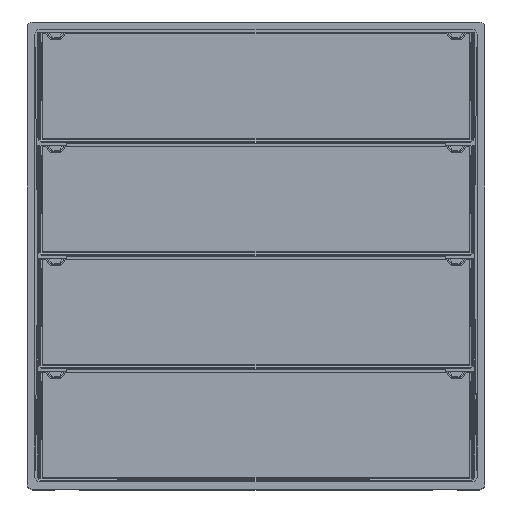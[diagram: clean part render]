
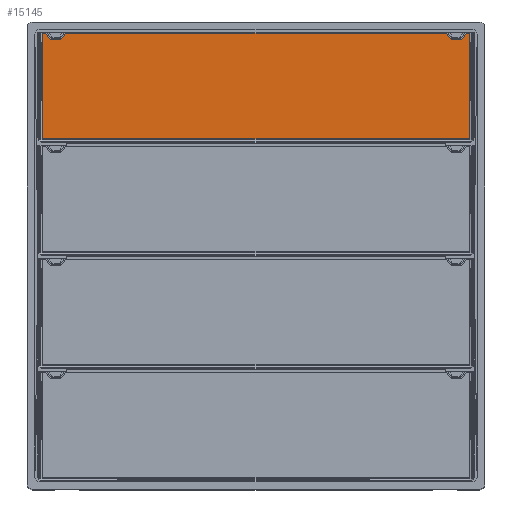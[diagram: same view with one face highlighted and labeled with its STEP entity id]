
A CAD part, top view. The second image highlights one B-rep face of the part: STEP entity #15145.
In plain terms, the highlighted planar face has unit normal (0, 0, 1).
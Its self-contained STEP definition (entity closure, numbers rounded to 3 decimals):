
#2863 = PLANE('',#2864);
#2864 = AXIS2_PLACEMENT_3D('',#2865,#2866,#2867);
#2865 = CARTESIAN_POINT('',(0.,108.6,
    -1.04));
#2866 = DIRECTION('',(0.,-1.,0.));
#2867 = DIRECTION('',(0.,0.,-1.));
#4879 = VERTEX_POINT('',#4880);
#4880 = CARTESIAN_POINT('',(-68.16,74.94,
    -66.2));
#4919 = PLANE('',#4920);
#4920 = AXIS2_PLACEMENT_3D('',#4921,#4922,#4923);
#4921 = CARTESIAN_POINT('',(-68.305,91.915,
    -66.171));
#4922 = DIRECTION('',(0.195,0.,0.981)
  );
#4923 = DIRECTION('',(0.981,0.,-0.195));
#5276 = PLANE('',#5277);
#5277 = AXIS2_PLACEMENT_3D('',#5278,#5279,#5280);
#5278 = CARTESIAN_POINT('',(0.,74.794,
    -66.186));
#5279 = DIRECTION('',(0.,0.098,
    0.995));
#5280 = DIRECTION('',(0.,0.995,-0.098));
#5981 = VERTEX_POINT('',#5982);
#5982 = CARTESIAN_POINT('',(68.16,74.94,
    -66.2));
#6123 = PLANE('',#6124);
#6124 = AXIS2_PLACEMENT_3D('',#6125,#6126,#6127);
#6125 = CARTESIAN_POINT('',(68.305,91.915,
    -66.171));
#6126 = DIRECTION('',(-0.195,0.,0.981
    ));
#6127 = DIRECTION('',(0.981,0.,0.195));
#13519 = VERTEX_POINT('',#13520);
#13520 = CARTESIAN_POINT('',(-68.16,108.6,
    -66.2));
#13541 = EDGE_CURVE('',#13519,#13542,#13544,.T.);
#13542 = VERTEX_POINT('',#13543);
#13543 = CARTESIAN_POINT('',(68.16,108.6,
    -66.2));
#13544 = SURFACE_CURVE('',#13545,(#13549,#13556),.PCURVE_S1.);
#13545 = LINE('',#13546,#13547);
#13546 = CARTESIAN_POINT('',(-68.16,108.6,
    -66.2));
#13547 = VECTOR('',#13548,1.);
#13548 = DIRECTION('',(1.,0.,0.));
#13549 = PCURVE('',#2863,#13550);
#13550 = DEFINITIONAL_REPRESENTATION('',(#13551),#13555);
#13551 = LINE('',#13552,#13553);
#13552 = CARTESIAN_POINT('',(65.16,-68.16));
#13553 = VECTOR('',#13554,1.);
#13554 = DIRECTION('',(0.,1.));
#13555 = ( GEOMETRIC_REPRESENTATION_CONTEXT(2) 
PARAMETRIC_REPRESENTATION_CONTEXT() REPRESENTATION_CONTEXT('2D SPACE',''
  ) );
#13556 = PCURVE('',#13557,#13562);
#13557 = PLANE('',#13558);
#13558 = AXIS2_PLACEMENT_3D('',#13559,#13560,#13561);
#13559 = CARTESIAN_POINT('',(0.,91.77,
    -66.2));
#13560 = DIRECTION('',(0.,0.,1.));
#13561 = DIRECTION('',(1.,0.,0.));
#13562 = DEFINITIONAL_REPRESENTATION('',(#13563),#13567);
#13563 = LINE('',#13564,#13565);
#13564 = CARTESIAN_POINT('',(-68.16,16.83));
#13565 = VECTOR('',#13566,1.);
#13566 = DIRECTION('',(1.,0.));
#13567 = ( GEOMETRIC_REPRESENTATION_CONTEXT(2) 
PARAMETRIC_REPRESENTATION_CONTEXT() REPRESENTATION_CONTEXT('2D SPACE',''
  ) );
#15145 = ADVANCED_FACE('',(#15146),#13557,.T.);
#15146 = FACE_BOUND('',#15147,.T.);
#15147 = EDGE_LOOP('',(#15148,#15149,#15170,#15191));
#15148 = ORIENTED_EDGE('',*,*,#13541,.F.);
#15149 = ORIENTED_EDGE('',*,*,#15150,.T.);
#15150 = EDGE_CURVE('',#13519,#4879,#15151,.T.);
#15151 = SURFACE_CURVE('',#15152,(#15156,#15163),.PCURVE_S1.);
#15152 = LINE('',#15153,#15154);
#15153 = CARTESIAN_POINT('',(-68.16,108.6,
    -66.2));
#15154 = VECTOR('',#15155,1.);
#15155 = DIRECTION('',(0.,-1.,0.));
#15156 = PCURVE('',#13557,#15157);
#15157 = DEFINITIONAL_REPRESENTATION('',(#15158),#15162);
#15158 = LINE('',#15159,#15160);
#15159 = CARTESIAN_POINT('',(-68.16,16.83));
#15160 = VECTOR('',#15161,1.);
#15161 = DIRECTION('',(0.,-1.));
#15162 = ( GEOMETRIC_REPRESENTATION_CONTEXT(2) 
PARAMETRIC_REPRESENTATION_CONTEXT() REPRESENTATION_CONTEXT('2D SPACE',''
  ) );
#15163 = PCURVE('',#4919,#15164);
#15164 = DEFINITIONAL_REPRESENTATION('',(#15165),#15169);
#15165 = LINE('',#15166,#15167);
#15166 = CARTESIAN_POINT('',(0.148,16.685));
#15167 = VECTOR('',#15168,1.);
#15168 = DIRECTION('',(0.,-1.));
#15169 = ( GEOMETRIC_REPRESENTATION_CONTEXT(2) 
PARAMETRIC_REPRESENTATION_CONTEXT() REPRESENTATION_CONTEXT('2D SPACE',''
  ) );
#15170 = ORIENTED_EDGE('',*,*,#15171,.T.);
#15171 = EDGE_CURVE('',#4879,#5981,#15172,.T.);
#15172 = SURFACE_CURVE('',#15173,(#15177,#15184),.PCURVE_S1.);
#15173 = LINE('',#15174,#15175);
#15174 = CARTESIAN_POINT('',(-68.16,74.94,
    -66.2));
#15175 = VECTOR('',#15176,1.);
#15176 = DIRECTION('',(1.,0.,0.));
#15177 = PCURVE('',#13557,#15178);
#15178 = DEFINITIONAL_REPRESENTATION('',(#15179),#15183);
#15179 = LINE('',#15180,#15181);
#15180 = CARTESIAN_POINT('',(-68.16,-16.83));
#15181 = VECTOR('',#15182,1.);
#15182 = DIRECTION('',(1.,0.));
#15183 = ( GEOMETRIC_REPRESENTATION_CONTEXT(2) 
PARAMETRIC_REPRESENTATION_CONTEXT() REPRESENTATION_CONTEXT('2D SPACE',''
  ) );
#15184 = PCURVE('',#5276,#15185);
#15185 = DEFINITIONAL_REPRESENTATION('',(#15186),#15190);
#15186 = LINE('',#15187,#15188);
#15187 = CARTESIAN_POINT('',(0.147,68.16));
#15188 = VECTOR('',#15189,1.);
#15189 = DIRECTION('',(0.,-1.));
#15190 = ( GEOMETRIC_REPRESENTATION_CONTEXT(2) 
PARAMETRIC_REPRESENTATION_CONTEXT() REPRESENTATION_CONTEXT('2D SPACE',''
  ) );
#15191 = ORIENTED_EDGE('',*,*,#15192,.T.);
#15192 = EDGE_CURVE('',#5981,#13542,#15193,.T.);
#15193 = SURFACE_CURVE('',#15194,(#15198,#15205),.PCURVE_S1.);
#15194 = LINE('',#15195,#15196);
#15195 = CARTESIAN_POINT('',(68.16,74.94,
    -66.2));
#15196 = VECTOR('',#15197,1.);
#15197 = DIRECTION('',(0.,1.,0.));
#15198 = PCURVE('',#13557,#15199);
#15199 = DEFINITIONAL_REPRESENTATION('',(#15200),#15204);
#15200 = LINE('',#15201,#15202);
#15201 = CARTESIAN_POINT('',(68.16,-16.83));
#15202 = VECTOR('',#15203,1.);
#15203 = DIRECTION('',(0.,1.));
#15204 = ( GEOMETRIC_REPRESENTATION_CONTEXT(2) 
PARAMETRIC_REPRESENTATION_CONTEXT() REPRESENTATION_CONTEXT('2D SPACE',''
  ) );
#15205 = PCURVE('',#6123,#15206);
#15206 = DEFINITIONAL_REPRESENTATION('',(#15207),#15211);
#15207 = LINE('',#15208,#15209);
#15208 = CARTESIAN_POINT('',(-0.148,-16.975));
#15209 = VECTOR('',#15210,1.);
#15210 = DIRECTION('',(0.,1.));
#15211 = ( GEOMETRIC_REPRESENTATION_CONTEXT(2) 
PARAMETRIC_REPRESENTATION_CONTEXT() REPRESENTATION_CONTEXT('2D SPACE',''
  ) );
